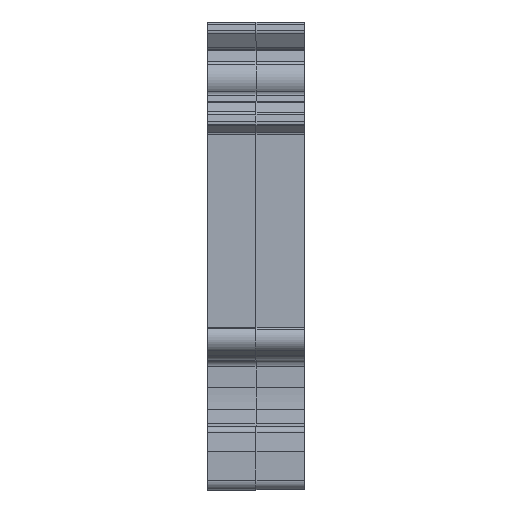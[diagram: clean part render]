
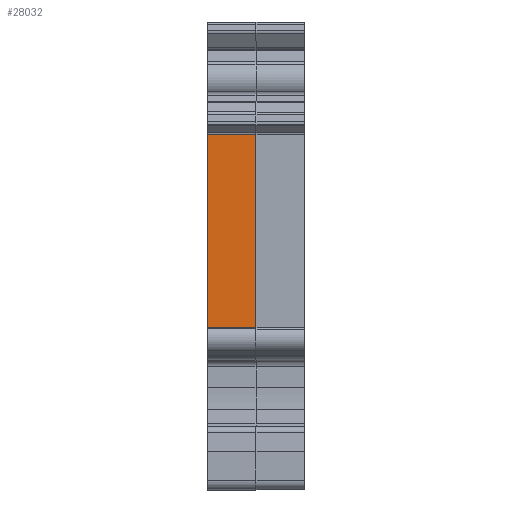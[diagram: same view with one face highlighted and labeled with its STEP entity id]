
A CAD part, left-side view. The second image highlights one B-rep face of the part: STEP entity #28032.
In plain terms, the highlighted planar face has unit normal (-1, 0, 0).
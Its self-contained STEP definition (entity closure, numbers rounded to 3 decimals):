
#305 = DIRECTION ( 'NONE',  ( 0., -1., 0. ) ) ;
#1938 = DIRECTION ( 'NONE',  ( 0., -1., 0. ) ) ;
#4646 = ORIENTED_EDGE ( 'NONE', *, *, #39014, .F. ) ;
#4795 = AXIS2_PLACEMENT_3D ( 'NONE', #42974, #26914, #15020 ) ;
#5797 = ORIENTED_EDGE ( 'NONE', *, *, #47441, .T. ) ;
#7671 = VECTOR ( 'NONE', #305, 1000. ) ;
#10511 = CARTESIAN_POINT ( 'NONE',  ( -51.7, 9.95, 9.575 ) ) ;
#11646 = CARTESIAN_POINT ( 'NONE',  ( -51.7, 10., 9.575 ) ) ;
#15020 = DIRECTION ( 'NONE',  ( 0., -1., 0. ) ) ;
#15564 = EDGE_LOOP ( 'NONE', ( #31302, #4646, #47526, #5797 ) ) ;
#17384 = VECTOR ( 'NONE', #44769, 1000. ) ;
#22531 = VERTEX_POINT ( 'NONE', #29673 ) ;
#24144 = CARTESIAN_POINT ( 'NONE',  ( -51.7, 9.95, 29.588 ) ) ;
#24568 = DIRECTION ( 'NONE',  ( 0., 0., 1. ) ) ;
#24773 = CARTESIAN_POINT ( 'NONE',  ( -51.7, 5., 29.588 ) ) ;
#25402 = VERTEX_POINT ( 'NONE', #24773 ) ;
#26914 = DIRECTION ( 'NONE',  ( 1., 0., 0. ) ) ;
#27497 = VECTOR ( 'NONE', #24568, 1000. ) ;
#27998 = VERTEX_POINT ( 'NONE', #11646 ) ;
#28032 = ADVANCED_FACE ( 'NONE', ( #34981 ), #50478, .F. ) ;
#29673 = CARTESIAN_POINT ( 'NONE',  ( -51.7, 10., 29.588 ) ) ;
#31302 = ORIENTED_EDGE ( 'NONE', *, *, #50455, .T. ) ;
#31569 = VERTEX_POINT ( 'NONE', #32276 ) ;
#32188 = VECTOR ( 'NONE', #1938, 1000. ) ;
#32276 = CARTESIAN_POINT ( 'NONE',  ( -51.7, 5., 9.575 ) ) ;
#34981 = FACE_OUTER_BOUND ( 'NONE', #15564, .T. ) ;
#39014 = EDGE_CURVE ( 'NONE', #22531, #25402, #46940, .T. ) ;
#39500 = EDGE_CURVE ( 'NONE', #27998, #22531, #40181, .T. ) ;
#40181 = LINE ( 'NONE', #41186, #17384 ) ;
#41186 = CARTESIAN_POINT ( 'NONE',  ( -51.7, 10., 9.575 ) ) ;
#42974 = CARTESIAN_POINT ( 'NONE',  ( -51.7, 9.95, 9.575 ) ) ;
#44769 = DIRECTION ( 'NONE',  ( 0., 0., 1. ) ) ;
#45006 = CARTESIAN_POINT ( 'NONE',  ( -51.7, 5., 9.575 ) ) ;
#46940 = LINE ( 'NONE', #24144, #7671 ) ;
#47441 = EDGE_CURVE ( 'NONE', #27998, #31569, #49083, .T. ) ;
#47526 = ORIENTED_EDGE ( 'NONE', *, *, #39500, .F. ) ;
#48637 = LINE ( 'NONE', #45006, #27497 ) ;
#49083 = LINE ( 'NONE', #10511, #32188 ) ;
#50455 = EDGE_CURVE ( 'NONE', #31569, #25402, #48637, .T. ) ;
#50478 = PLANE ( 'NONE',  #4795 ) ;
